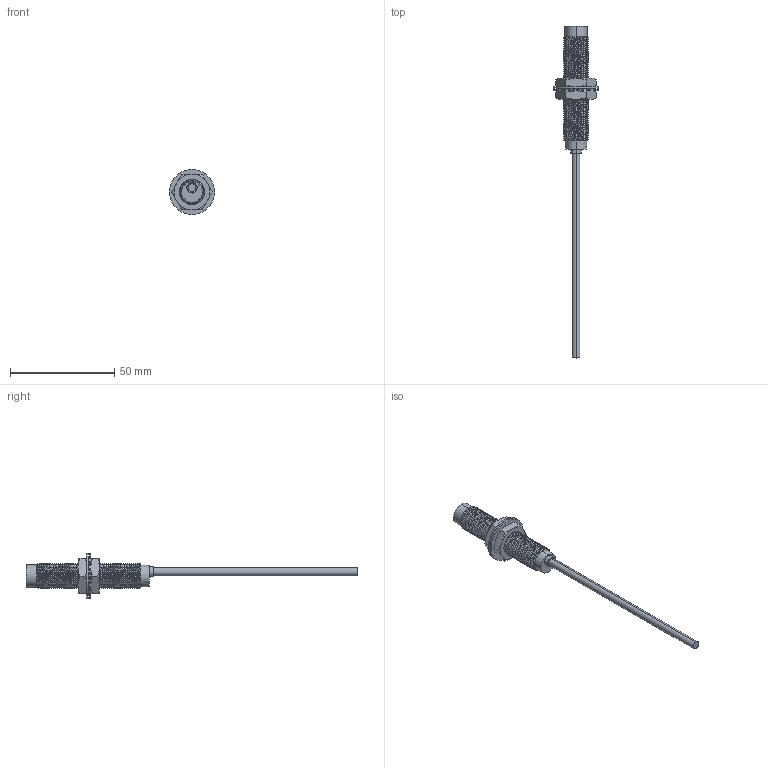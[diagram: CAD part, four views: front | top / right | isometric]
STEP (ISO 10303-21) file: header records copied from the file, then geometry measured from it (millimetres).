
FILE_DESCRIPTION (( 'STEP AP203' ), '1' );
FILE_NAME ('IX1250N8XXE1.STEP', '2025-02-10T08:13:03', ( 'User' ), ( 'China' ), 'SwSTEP 2.0', 'SolidWorks 2016', '' );
FILE_SCHEMA (( 'CONFIG_CONTROL_DESIGN' ));
Length unit declared in the file: millimetre
Products named in the file (1): IX1250N8XXE1
Bounding box: 21.7 x 159.1 x 21.7 mm (x, y, z)
Volume: 8553.2 mm3; surface area: 7001.8 mm2
Topology: 5 solids, 5 shells, 404 faces, 1132 edges, 742 vertices
Faces by surface type: cylinder 266, plane 86, cone 46, bspline 6
Entity records: 34772 total; most frequent: CARTESIAN_POINT 25260, ORIENTED_EDGE 2264, DIRECTION 1518, EDGE_CURVE 1132, VERTEX_POINT 742, B_SPLINE_CURVE_WITH_KNOTS 536, AXIS2_PLACEMENT_3D 523, VECTOR 472
